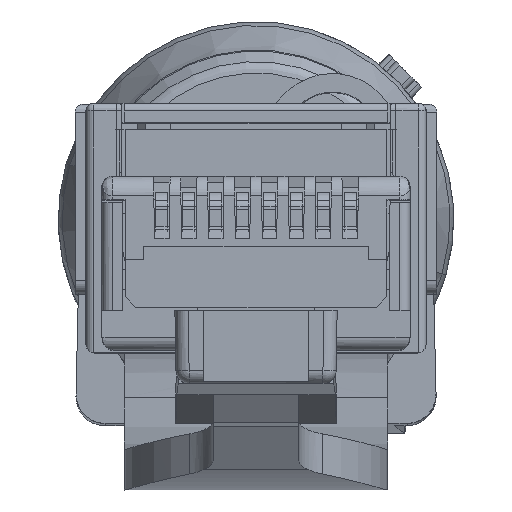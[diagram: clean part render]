
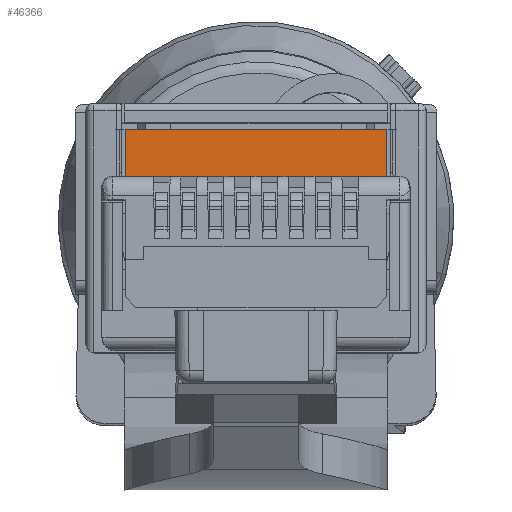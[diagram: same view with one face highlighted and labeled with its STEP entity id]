
A CAD part, top view. The second image highlights one B-rep face of the part: STEP entity #46366.
In plain terms, the highlighted planar face has unit normal (0, 0, 1).
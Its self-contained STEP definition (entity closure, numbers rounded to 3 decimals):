
#27215=AXIS2_PLACEMENT_3D('Plane Axis2P3D',#27212,#27213,#27214) ;
#13074=CARTESIAN_POINT('Vertex',(2.535,11.863,181.45)) ;
#13077=CARTESIAN_POINT('Line Origine',(2.535,12.763,181.45)) ;
#13081=CARTESIAN_POINT('Vertex',(2.535,13.663,181.45)) ;
#14342=CARTESIAN_POINT('Vertex',(12.465,13.663,181.45)) ;
#14345=CARTESIAN_POINT('Line Origine',(12.465,12.763,181.45)) ;
#14349=CARTESIAN_POINT('Vertex',(12.465,11.863,181.45)) ;
#27212=CARTESIAN_POINT('Axis2P3D Location',(3.625,7.613,181.45)) ;
#46306=CARTESIAN_POINT('Line Origine',(7.5,11.863,181.45)) ;
#46355=CARTESIAN_POINT('Line Origine',(7.5,13.663,181.45)) ;
#13078=DIRECTION('Vector Direction',(0.,1.,0.)) ;
#14346=DIRECTION('Vector Direction',(0.,1.,0.)) ;
#27213=DIRECTION('Axis2P3D Direction',(0.,0.,-1.)) ;
#27214=DIRECTION('Axis2P3D XDirection',(1.,0.,0.)) ;
#46307=DIRECTION('Vector Direction',(-1.,0.,0.)) ;
#46356=DIRECTION('Vector Direction',(-1.,0.,0.)) ;
#13079=VECTOR('Line Direction',#13078,1.) ;
#14347=VECTOR('Line Direction',#14346,1.) ;
#46308=VECTOR('Line Direction',#46307,1.) ;
#46357=VECTOR('Line Direction',#46356,1.) ;
#46361=ORIENTED_EDGE('',*,*,#46310,.F.) ;
#46362=ORIENTED_EDGE('',*,*,#14351,.T.) ;
#46363=ORIENTED_EDGE('',*,*,#46359,.T.) ;
#46364=ORIENTED_EDGE('',*,*,#13083,.F.) ;
#46366=ADVANCED_FACE('Hauptk\X2\00F6\X0\rper',(#46365),#27216,.F.) ;
#13083=EDGE_CURVE('',#13075,#13082,#13080,.T.) ;
#14351=EDGE_CURVE('',#14350,#14343,#14348,.T.) ;
#46310=EDGE_CURVE('',#14350,#13075,#46309,.T.) ;
#46359=EDGE_CURVE('',#14343,#13082,#46358,.T.) ;
#46360=EDGE_LOOP('',(#46361,#46362,#46363,#46364)) ;
#46365=FACE_OUTER_BOUND('',#46360,.T.) ;
#13080=LINE('Line',#13077,#13079) ;
#14348=LINE('Line',#14345,#14347) ;
#46309=LINE('Line',#46306,#46308) ;
#46358=LINE('Line',#46355,#46357) ;
#27216=PLANE('',#27215) ;
#13075=VERTEX_POINT('',#13074) ;
#13082=VERTEX_POINT('',#13081) ;
#14343=VERTEX_POINT('',#14342) ;
#14350=VERTEX_POINT('',#14349) ;
